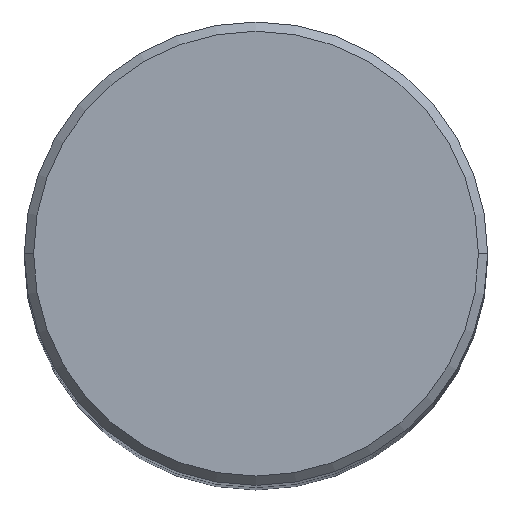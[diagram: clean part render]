
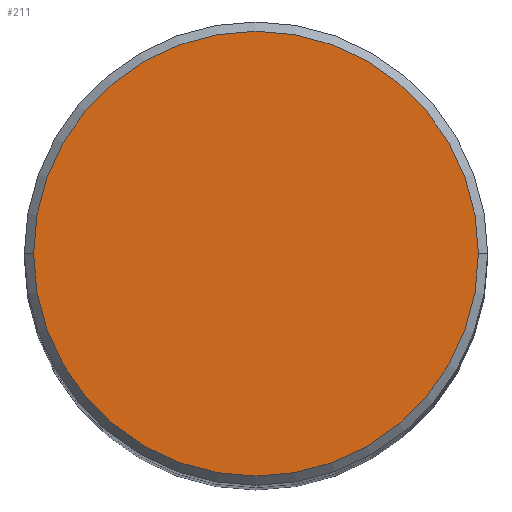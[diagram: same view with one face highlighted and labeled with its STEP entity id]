
A CAD part, top view. The second image highlights one B-rep face of the part: STEP entity #211.
In plain terms, the highlighted planar face has unit normal (0, 0, 1).
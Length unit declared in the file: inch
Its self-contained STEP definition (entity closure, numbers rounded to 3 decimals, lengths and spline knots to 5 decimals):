
#2 = ORIENTED_EDGE ( 'NONE', *, *, #90, .T. ) ;
#22 = AXIS2_PLACEMENT_3D ( 'NONE', #276, #366, #238 ) ;
#26 = DIRECTION ( 'NONE',  ( -1., 0., 0. ) ) ;
#70 = AXIS2_PLACEMENT_3D ( 'NONE', #278, #192, #26 ) ;
#88 = PLANE ( 'NONE',  #70 ) ;
#90 = EDGE_CURVE ( 'NONE', #165, #221, #299, .T. ) ;
#143 = AXIS2_PLACEMENT_3D ( 'NONE', #205, #149, #179 ) ;
#149 = DIRECTION ( 'NONE',  ( 0., 0., 1. ) ) ;
#159 = CARTESIAN_POINT ( 'NONE',  ( -0.48, 0., 0. ) ) ;
#165 = VERTEX_POINT ( 'NONE', #159 ) ;
#166 = FACE_OUTER_BOUND ( 'NONE', #219, .T. ) ;
#179 = DIRECTION ( 'NONE',  ( 1., 0., 0. ) ) ;
#190 = CIRCLE ( 'NONE', #22, 0.48 ) ;
#192 = DIRECTION ( 'NONE',  ( 0., 0., -1. ) ) ;
#205 = CARTESIAN_POINT ( 'NONE',  ( 0., 0., 0. ) ) ;
#211 = ADVANCED_FACE ( 'NONE', ( #166 ), #88, .F. ) ;
#219 = EDGE_LOOP ( 'NONE', ( #2, #343 ) ) ;
#221 = VERTEX_POINT ( 'NONE', #362 ) ;
#238 = DIRECTION ( 'NONE',  ( 1., 0., 0. ) ) ;
#256 = EDGE_CURVE ( 'NONE', #221, #165, #190, .T. ) ;
#276 = CARTESIAN_POINT ( 'NONE',  ( 0., 0., 0. ) ) ;
#278 = CARTESIAN_POINT ( 'NONE',  ( 0., 0.48, 0. ) ) ;
#299 = CIRCLE ( 'NONE', #143, 0.48 ) ;
#343 = ORIENTED_EDGE ( 'NONE', *, *, #256, .T. ) ;
#362 = CARTESIAN_POINT ( 'NONE',  ( 0.48, 0., 0. ) ) ;
#366 = DIRECTION ( 'NONE',  ( 0., 0., 1. ) ) ;
